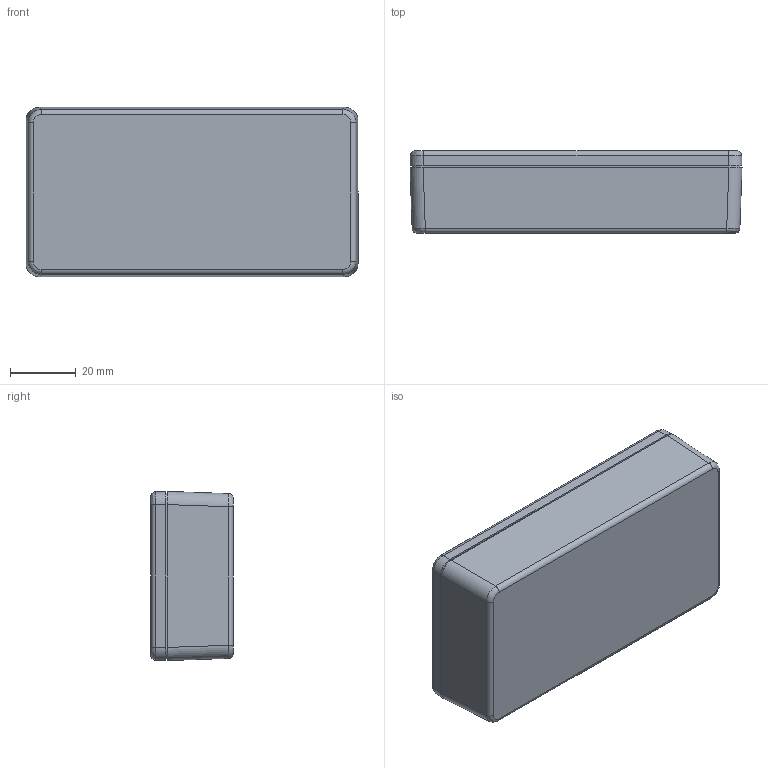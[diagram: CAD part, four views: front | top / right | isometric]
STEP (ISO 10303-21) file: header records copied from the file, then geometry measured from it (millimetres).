
FILE_DESCRIPTION(/* description */ (''),/* implementation_level */ '2;1');
FILE_NAME(/* name */ '1591XXA.iam.stp',/* time_stamp */ '2015-12-21T09:49:03-05:00',/* author */ ('MBeerman'),/* organization */ (''),/* preprocessor_version */ 'ST-DEVELOPER v16.1',/* originating_system */ 'Autodesk Inventor 2016',/* authorisation */ '');
FILE_SCHEMA (('AUTOMOTIVE_DESIGN { 1 0 10303 214 3 1 1 }'));
Products named in the file (5): 1591XXA BOX; 1591XXA LID; SC500 (screw M3-0.5X 10mm FH); IN100 (insert M3-0.5X5.75mm BRASS); 1591XXA
Assembly tree (10 placements, depth 2):
  1591XXA
    1591XXA BOX
    1591XXA LID
    SC500 (screw M3-0.5X 10mm FH)  x4
    IN100 (insert M3-0.5X5.75mm BRASS)  x4
Bounding box: 100.9 x 25 x 51.4 mm (x, y, z)
Volume: 36300.1 mm3; surface area: 41406.2 mm2
Topology: 10 solids, 10 shells, 913 faces, 2404 edges, 1560 vertices
Faces by surface type: bspline 380, cylinder 254, plane 195, cone 80, torus 4
Full cylindrical faces by diameter (mm): 2 x4, 2.464 x4, 2.5 x4, 2.91 x4, 3.5 x4, 3.81 x12, 3.912 x4, 4 x4, 5.5 x4
Entity records: 15082 total; most frequent: CARTESIAN_POINT 6054, ORIENTED_EDGE 1940, DIRECTION 1552, EDGE_CURVE 970, VERTEX_POINT 650, AXIS2_PLACEMENT_3D 648, EDGE_LOOP 536, FACE_OUTER_BOUND 427
